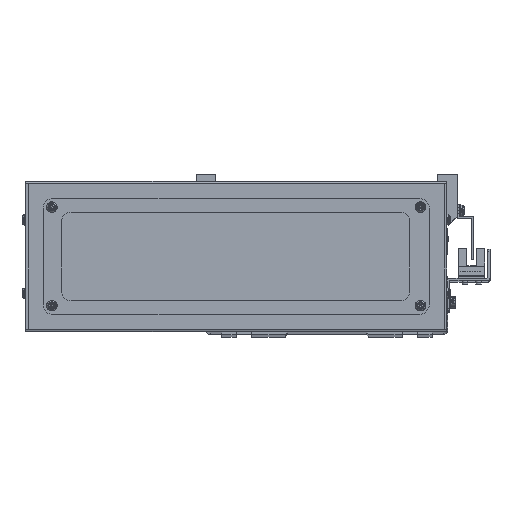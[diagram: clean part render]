
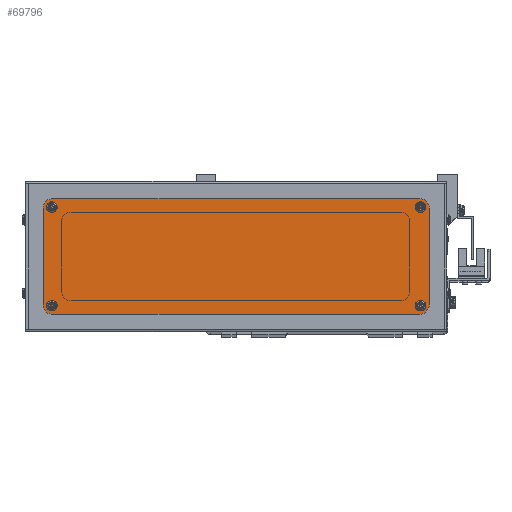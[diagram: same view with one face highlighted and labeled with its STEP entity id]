
A CAD part, top view. The second image highlights one B-rep face of the part: STEP entity #69796.
In plain terms, the highlighted planar face has unit normal (0, 0, 1).
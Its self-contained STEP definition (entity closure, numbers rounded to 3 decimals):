
#109 = LINE ( 'NONE', #70864, #29695 ) ;
#169 = LINE ( 'NONE', #54355, #41791 ) ;
#778 = ORIENTED_EDGE ( 'NONE', *, *, #40664, .F. ) ;
#1209 = AXIS2_PLACEMENT_3D ( 'NONE', #58295, #22842, #64275 ) ;
#2910 = EDGE_CURVE ( 'NONE', #52706, #41098, #63750, .T. ) ;
#3061 = CARTESIAN_POINT ( 'NONE',  ( -93.8, -25.5, 2. ) ) ;
#3152 = AXIS2_PLACEMENT_3D ( 'NONE', #66399, #30955, #72354 ) ;
#3187 = EDGE_LOOP ( 'NONE', ( #44063, #49878 ) ) ;
#3482 = DIRECTION ( 'NONE',  ( 1., 0., 0. ) ) ;
#3712 = CARTESIAN_POINT ( 'NONE',  ( -95.5, 25.5, 2. ) ) ;
#4478 = CARTESIAN_POINT ( 'NONE',  ( 97.2, 25.5, 2. ) ) ;
#5065 = CARTESIAN_POINT ( 'NONE',  ( -100., 25., 2. ) ) ;
#5499 = ORIENTED_EDGE ( 'NONE', *, *, #44540, .T. ) ;
#8654 = VERTEX_POINT ( 'NONE', #17919 ) ;
#8675 = DIRECTION ( 'NONE',  ( 0., 0., 1. ) ) ;
#8950 = ORIENTED_EDGE ( 'NONE', *, *, #11658, .T. ) ;
#9398 = CARTESIAN_POINT ( 'NONE',  ( 100., 25., 2. ) ) ;
#9629 = DIRECTION ( 'NONE',  ( 1., 0., 0. ) ) ;
#10631 = ORIENTED_EDGE ( 'NONE', *, *, #12936, .F. ) ;
#10720 = EDGE_CURVE ( 'NONE', #21616, #26621, #43791, .T. ) ;
#11152 = VERTEX_POINT ( 'NONE', #19759 ) ;
#11278 = CARTESIAN_POINT ( 'NONE',  ( -95., 30., 2. ) ) ;
#11658 = EDGE_CURVE ( 'NONE', #26621, #12811, #169, .T. ) ;
#11764 = CARTESIAN_POINT ( 'NONE',  ( 95.5, -25.5, 2. ) ) ;
#12096 = EDGE_CURVE ( 'NONE', #11152, #37548, #109, .T. ) ;
#12811 = VERTEX_POINT ( 'NONE', #23929 ) ;
#12936 = EDGE_CURVE ( 'NONE', #75417, #8654, #26799, .T. ) ;
#13162 = EDGE_CURVE ( 'NONE', #30576, #60398, #74929, .T. ) ;
#13881 = CARTESIAN_POINT ( 'NONE',  ( 93.8, -25.5, 2. ) ) ;
#14602 = ORIENTED_EDGE ( 'NONE', *, *, #12096, .T. ) ;
#14793 = CARTESIAN_POINT ( 'NONE',  ( -95., 25., 2. ) ) ;
#14864 = CARTESIAN_POINT ( 'NONE',  ( -95.5, 25.5, 2. ) ) ;
#15181 = CARTESIAN_POINT ( 'NONE',  ( 95.5, 25.5, 2. ) ) ;
#16225 = EDGE_CURVE ( 'NONE', #8654, #75417, #71098, .T. ) ;
#16595 = AXIS2_PLACEMENT_3D ( 'NONE', #21921, #63351, #27880 ) ;
#16795 = ORIENTED_EDGE ( 'NONE', *, *, #10720, .T. ) ;
#16838 = AXIS2_PLACEMENT_3D ( 'NONE', #32151, #73561, #38127 ) ;
#17168 = ORIENTED_EDGE ( 'NONE', *, *, #54114, .T. ) ;
#17461 = ORIENTED_EDGE ( 'NONE', *, *, #29826, .F. ) ;
#17722 = DIRECTION ( 'NONE',  ( 1., 0., 0. ) ) ;
#17812 = CARTESIAN_POINT ( 'NONE',  ( 95.5, -25.5, 2. ) ) ;
#17919 = CARTESIAN_POINT ( 'NONE',  ( -97.2, 25.5, 2. ) ) ;
#18197 = EDGE_LOOP ( 'NONE', ( #17461, #28225 ) ) ;
#18217 = LINE ( 'NONE', #73821, #46016 ) ;
#19275 = DIRECTION ( 'NONE',  ( -1., 0., 0. ) ) ;
#19535 = CARTESIAN_POINT ( 'NONE',  ( -95., 30., 2. ) ) ;
#19759 = CARTESIAN_POINT ( 'NONE',  ( -95., -30., 2. ) ) ;
#20722 = DIRECTION ( 'NONE',  ( 1., 0., 0. ) ) ;
#20794 = DIRECTION ( 'NONE',  ( 1., 0., 0. ) ) ;
#21120 = DIRECTION ( 'NONE',  ( 1., 0., 0. ) ) ;
#21616 = VERTEX_POINT ( 'NONE', #11278 ) ;
#21760 = ORIENTED_EDGE ( 'NONE', *, *, #53432, .T. ) ;
#21921 = CARTESIAN_POINT ( 'NONE',  ( -95.5, -25.5, 2. ) ) ;
#22525 = CARTESIAN_POINT ( 'NONE',  ( 95., 30., 2. ) ) ;
#22842 = DIRECTION ( 'NONE',  ( 0., 0., 1. ) ) ;
#23259 = CIRCLE ( 'NONE', #3152, 1.7 ) ;
#23785 = DIRECTION ( 'NONE',  ( 1., 0., 0. ) ) ;
#23929 = CARTESIAN_POINT ( 'NONE',  ( -100., -25., 2. ) ) ;
#25346 = CARTESIAN_POINT ( 'NONE',  ( 95., -25., 2. ) ) ;
#26464 = AXIS2_PLACEMENT_3D ( 'NONE', #14864, #56271, #20794 ) ;
#26621 = VERTEX_POINT ( 'NONE', #5065 ) ;
#26799 = CIRCLE ( 'NONE', #26464, 1.7 ) ;
#27880 = DIRECTION ( 'NONE',  ( 1., 0., 0. ) ) ;
#28225 = ORIENTED_EDGE ( 'NONE', *, *, #60104, .F. ) ;
#29425 = ORIENTED_EDGE ( 'NONE', *, *, #13162, .F. ) ;
#29695 = VECTOR ( 'NONE', #35180, 1000. ) ;
#29826 = EDGE_CURVE ( 'NONE', #31184, #36735, #23259, .T. ) ;
#30576 = VERTEX_POINT ( 'NONE', #3061 ) ;
#30599 = LINE ( 'NONE', #19535, #42605 ) ;
#30955 = DIRECTION ( 'NONE',  ( 0., 0., 1. ) ) ;
#31184 = VERTEX_POINT ( 'NONE', #38680 ) ;
#31331 = DIRECTION ( 'NONE',  ( 1., 0., 0. ) ) ;
#32151 = CARTESIAN_POINT ( 'NONE',  ( 95., 25., 2. ) ) ;
#33079 = ORIENTED_EDGE ( 'NONE', *, *, #48417, .T. ) ;
#34212 = FACE_BOUND ( 'NONE', #70783, .T. ) ;
#35180 = DIRECTION ( 'NONE',  ( 1., 0., 0. ) ) ;
#35585 = CARTESIAN_POINT ( 'NONE',  ( 97.2, -25.5, 2. ) ) ;
#36575 = CIRCLE ( 'NONE', #75497, 1.7 ) ;
#36601 = VERTEX_POINT ( 'NONE', #9398 ) ;
#36735 = VERTEX_POINT ( 'NONE', #4478 ) ;
#37548 = VERTEX_POINT ( 'NONE', #54791 ) ;
#38127 = DIRECTION ( 'NONE',  ( 1., 0., 0. ) ) ;
#38365 = DIRECTION ( 'NONE',  ( 0., 1., 0. ) ) ;
#38680 = CARTESIAN_POINT ( 'NONE',  ( 93.8, 25.5, 2. ) ) ;
#38913 = AXIS2_PLACEMENT_3D ( 'NONE', #55774, #8675, #50065 ) ;
#38930 = DIRECTION ( 'NONE',  ( 0., 0., 1. ) ) ;
#40190 = VERTEX_POINT ( 'NONE', #22525 ) ;
#40664 = EDGE_CURVE ( 'NONE', #60398, #30576, #57884, .T. ) ;
#41098 = VERTEX_POINT ( 'NONE', #13881 ) ;
#41350 = EDGE_CURVE ( 'NONE', #41098, #52706, #67834, .T. ) ;
#41791 = VECTOR ( 'NONE', #60580, 1000. ) ;
#42330 = AXIS2_PLACEMENT_3D ( 'NONE', #74365, #38930, #3482 ) ;
#42605 = VECTOR ( 'NONE', #19275, 1000. ) ;
#43791 = CIRCLE ( 'NONE', #53073, 5. ) ;
#44063 = ORIENTED_EDGE ( 'NONE', *, *, #41350, .F. ) ;
#44366 = CARTESIAN_POINT ( 'NONE',  ( -93.8, 25.5, 2. ) ) ;
#44540 = EDGE_CURVE ( 'NONE', #36601, #40190, #46132, .T. ) ;
#45074 = DIRECTION ( 'NONE',  ( 0., 0., 1. ) ) ;
#46016 = VECTOR ( 'NONE', #38365, 1000. ) ;
#46132 = CIRCLE ( 'NONE', #16838, 5. ) ;
#47892 = ORIENTED_EDGE ( 'NONE', *, *, #16225, .F. ) ;
#48417 = EDGE_CURVE ( 'NONE', #12811, #11152, #69345, .T. ) ;
#48558 = AXIS2_PLACEMENT_3D ( 'NONE', #25346, #66783, #31331 ) ;
#49878 = ORIENTED_EDGE ( 'NONE', *, *, #2910, .F. ) ;
#49917 = FACE_BOUND ( 'NONE', #3187, .T. ) ;
#50065 = DIRECTION ( 'NONE',  ( 1., 0., 0. ) ) ;
#51782 = FACE_BOUND ( 'NONE', #18197, .T. ) ;
#52706 = VERTEX_POINT ( 'NONE', #35585 ) ;
#53073 = AXIS2_PLACEMENT_3D ( 'NONE', #14793, #56199, #20722 ) ;
#53167 = DIRECTION ( 'NONE',  ( 0., 0., 1. ) ) ;
#53432 = EDGE_CURVE ( 'NONE', #37548, #74081, #59395, .T. ) ;
#54114 = EDGE_CURVE ( 'NONE', #40190, #21616, #30599, .T. ) ;
#54355 = CARTESIAN_POINT ( 'NONE',  ( -100., -25., 2. ) ) ;
#54791 = CARTESIAN_POINT ( 'NONE',  ( 95., -30., 2. ) ) ;
#55774 = CARTESIAN_POINT ( 'NONE',  ( -95., -25., 2. ) ) ;
#56199 = DIRECTION ( 'NONE',  ( 0., 0., 1. ) ) ;
#56271 = DIRECTION ( 'NONE',  ( 0., 0., 1. ) ) ;
#56584 = DIRECTION ( 'NONE',  ( 0., 0., 1. ) ) ;
#56909 = EDGE_LOOP ( 'NONE', ( #33079, #14602, #21760, #60500, #5499, #17168, #16795, #8950 ) ) ;
#57400 = CARTESIAN_POINT ( 'NONE',  ( -97.2, -25.5, 2. ) ) ;
#57884 = CIRCLE ( 'NONE', #16595, 1.7 ) ;
#58295 = CARTESIAN_POINT ( 'NONE',  ( -95.5, -25.5, 2. ) ) ;
#59197 = EDGE_LOOP ( 'NONE', ( #47892, #10631 ) ) ;
#59239 = DIRECTION ( 'NONE',  ( 0., 0., 1. ) ) ;
#59395 = CIRCLE ( 'NONE', #48558, 5. ) ;
#60104 = EDGE_CURVE ( 'NONE', #36735, #31184, #36575, .T. ) ;
#60398 = VERTEX_POINT ( 'NONE', #57400 ) ;
#60500 = ORIENTED_EDGE ( 'NONE', *, *, #72094, .T. ) ;
#60580 = DIRECTION ( 'NONE',  ( 0., -1., 0. ) ) ;
#63351 = DIRECTION ( 'NONE',  ( 0., 0., 1. ) ) ;
#63750 = CIRCLE ( 'NONE', #75018, 1.7 ) ;
#64275 = DIRECTION ( 'NONE',  ( 1., 0., 0. ) ) ;
#65367 = AXIS2_PLACEMENT_3D ( 'NONE', #3712, #45074, #9629 ) ;
#65699 = FACE_BOUND ( 'NONE', #59197, .T. ) ;
#66399 = CARTESIAN_POINT ( 'NONE',  ( 95.5, 25.5, 2. ) ) ;
#66783 = DIRECTION ( 'NONE',  ( 0., 0., 1. ) ) ;
#67566 = FACE_OUTER_BOUND ( 'NONE', #56909, .T. ) ;
#67834 = CIRCLE ( 'NONE', #73183, 1.7 ) ;
#69345 = CIRCLE ( 'NONE', #42330, 5. ) ;
#69796 = ADVANCED_FACE ( 'NONE', ( #49917, #51782, #67566, #65699, #34212 ), #73662, .T. ) ;
#70675 = CARTESIAN_POINT ( 'NONE',  ( 100., -25., 2. ) ) ;
#70783 = EDGE_LOOP ( 'NONE', ( #778, #29425 ) ) ;
#70864 = CARTESIAN_POINT ( 'NONE',  ( 95., -30., 2. ) ) ;
#71098 = CIRCLE ( 'NONE', #65367, 1.7 ) ;
#72094 = EDGE_CURVE ( 'NONE', #74081, #36601, #18217, .T. ) ;
#72354 = DIRECTION ( 'NONE',  ( 1., 0., 0. ) ) ;
#73183 = AXIS2_PLACEMENT_3D ( 'NONE', #11764, #53167, #17722 ) ;
#73561 = DIRECTION ( 'NONE',  ( 0., 0., 1. ) ) ;
#73662 = PLANE ( 'NONE',  #38913 ) ;
#73821 = CARTESIAN_POINT ( 'NONE',  ( 100., 25., 2. ) ) ;
#74081 = VERTEX_POINT ( 'NONE', #70675 ) ;
#74365 = CARTESIAN_POINT ( 'NONE',  ( -95., -25., 2. ) ) ;
#74929 = CIRCLE ( 'NONE', #1209, 1.7 ) ;
#75018 = AXIS2_PLACEMENT_3D ( 'NONE', #17812, #59239, #23785 ) ;
#75417 = VERTEX_POINT ( 'NONE', #44366 ) ;
#75497 = AXIS2_PLACEMENT_3D ( 'NONE', #15181, #56584, #21120 ) ;
